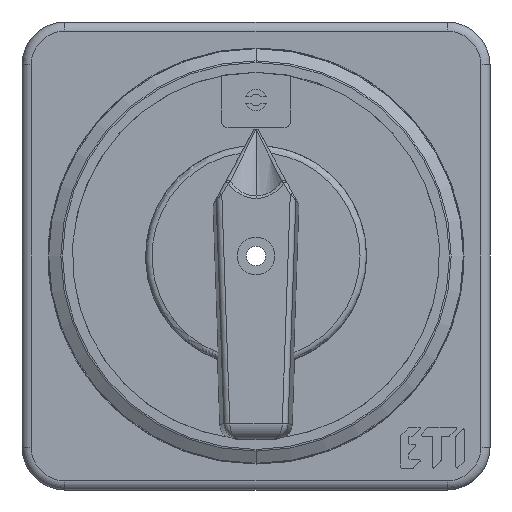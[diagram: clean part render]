
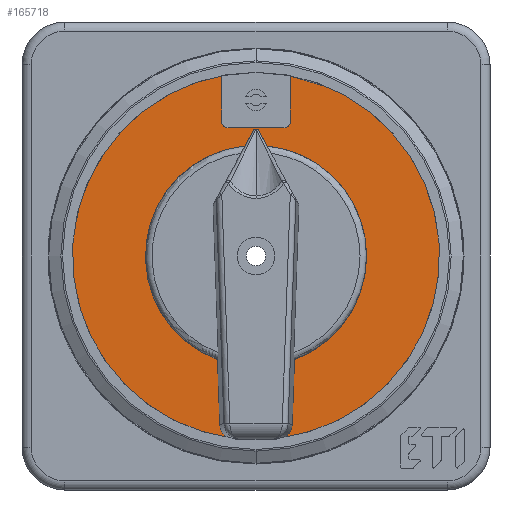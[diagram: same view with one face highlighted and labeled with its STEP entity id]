
A CAD part, front view. The second image highlights one B-rep face of the part: STEP entity #165718.
In plain terms, the highlighted planar face has unit normal (0, -1, 0).
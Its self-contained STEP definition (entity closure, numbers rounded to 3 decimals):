
#160881=CARTESIAN_POINT('',(0.,-14.75,0.));
#160882=DIRECTION('',(0.,1.,0.));
#160883=DIRECTION('',(-0.989,0.,-0.145));
#160884=AXIS2_PLACEMENT_3D('',#160881,#160882,#160883);
#160889=CARTESIAN_POINT('',(0.,-14.75,0.));
#160890=DIRECTION('',(0.,1.,0.));
#160891=DIRECTION('',(-0.989,0.,0.145));
#160892=AXIS2_PLACEMENT_3D('',#160889,#160890,#160891);
#160897=DIRECTION('',(0.,0.,-1.));
#160898=VECTOR('',#160897,6.998);
#160899=CARTESIAN_POINT('',(-5.3,-14.75,27.748));
#160900=LINE('',#160899,#160898);
#160904=CARTESIAN_POINT('',(-4.3,-14.75,20.75));
#160905=DIRECTION('',(0.,-1.,0.));
#160906=DIRECTION('',(-1.,0.,0.));
#160907=AXIS2_PLACEMENT_3D('',#160904,#160905,#160906);
#160912=DIRECTION('',(1.,0.,0.));
#160913=VECTOR('',#160912,8.6);
#160914=CARTESIAN_POINT('',(-4.3,-14.75,19.75));
#160915=LINE('',#160914,#160913);
#160919=CARTESIAN_POINT('',(4.3,-14.75,20.75));
#160920=DIRECTION('',(0.,-1.,0.));
#160921=DIRECTION('',(0.,0.,-1.));
#160922=AXIS2_PLACEMENT_3D('',#160919,#160920,#160921);
#160927=DIRECTION('',(0.,0.,1.));
#160928=VECTOR('',#160927,6.998);
#160929=CARTESIAN_POINT('',(5.3,-14.75,20.75));
#160930=LINE('',#160929,#160928);
#160934=CARTESIAN_POINT('',(0.,-14.75,0.));
#160935=DIRECTION('',(0.,1.,0.));
#160936=DIRECTION('',(0.188,0.,0.982));
#160937=AXIS2_PLACEMENT_3D('',#160934,#160935,#160936);
#160942=CARTESIAN_POINT('',(0.,-14.75,0.));
#160943=DIRECTION('',(0.,1.,0.));
#160944=DIRECTION('',(0.396,0.,0.918));
#160945=AXIS2_PLACEMENT_3D('',#160942,#160943,#160944);
#160950=CARTESIAN_POINT('',(0.,-14.75,0.));
#160951=DIRECTION('',(0.,1.,0.));
#160952=DIRECTION('',(0.62,0.,0.784));
#160953=AXIS2_PLACEMENT_3D('',#160950,#160951,#160952);
#160958=CARTESIAN_POINT('',(0.,-14.75,0.));
#160959=DIRECTION('',(0.,1.,0.));
#160960=DIRECTION('',(0.62,0.,-0.784));
#160961=AXIS2_PLACEMENT_3D('',#160958,#160959,#160960);
#160966=CARTESIAN_POINT('',(0.,-14.75,0.));
#160967=DIRECTION('',(0.,1.,0.));
#160968=DIRECTION('',(0.396,0.,-0.918));
#160969=AXIS2_PLACEMENT_3D('',#160966,#160967,#160968);
#160974=DIRECTION('',(0.035,0.,0.999));
#160975=VECTOR('',#160974,10.01);
#160976=CARTESIAN_POINT('',(5.577,-14.75,
-25.938));
#160977=LINE('',#160976,#160975);
#160981=CARTESIAN_POINT('',(0.,-14.75,0.));
#160982=DIRECTION('',(0.,-1.,0.));
#160983=DIRECTION('',(0.349,0.,-0.937));
#160984=AXIS2_PLACEMENT_3D('',#160981,#160982,#160983);
#160989=DIRECTION('',(-0.48,0.,0.877));
#160990=VECTOR('',#160989,2.691);
#160991=CARTESIAN_POINT('',(1.685,-14.75,16.916));
#160992=LINE('',#160991,#160990);
#160996=CARTESIAN_POINT('',(0.,-14.75,19.062));
#160997=DIRECTION('',(0.,-1.,0.));
#160998=DIRECTION('',(0.877,0.,0.48));
#160999=AXIS2_PLACEMENT_3D('',#160996,#160997,#160998);
#161004=CARTESIAN_POINT('',(0.,-14.75,19.062));
#161005=DIRECTION('',(0.,-1.,0.));
#161006=DIRECTION('',(0.,0.,1.));
#161007=AXIS2_PLACEMENT_3D('',#161004,#161005,#161006);
#161012=DIRECTION('',(-0.48,0.,-0.877));
#161013=VECTOR('',#161012,2.691);
#161014=CARTESIAN_POINT('',(-0.395,-14.75,19.278));
#161015=LINE('',#161014,#161013);
#161019=CARTESIAN_POINT('',(0.,-14.75,0.));
#161020=DIRECTION('',(0.,-1.,0.));
#161021=DIRECTION('',(-0.099,0.,0.995));
#161022=AXIS2_PLACEMENT_3D('',#161019,#161020,#161021);
#161027=DIRECTION('',(0.035,0.,
-0.999));
#161028=VECTOR('',#161027,10.01);
#161029=CARTESIAN_POINT('',(-5.926,-14.75,-15.934));
#161030=LINE('',#161029,#161028);
#161034=CARTESIAN_POINT('',(0.,-14.75,0.));
#161035=DIRECTION('',(0.,1.,0.));
#161036=DIRECTION('',(-0.16,0.,-0.987));
#161037=AXIS2_PLACEMENT_3D('',#161034,#161035,#161036);
#161373=CARTESIAN_POINT('',(-4.532,-14.75,-27.884));
#161374=CARTESIAN_POINT('',(-4.866,-14.75,-27.646));
#161375=CARTESIAN_POINT('',(-5.348,-14.75,-27.069));
#161376=CARTESIAN_POINT('',(-5.563,-14.75,-26.348));
#161377=CARTESIAN_POINT('',(-5.577,-14.75,-25.938));
#161583=CARTESIAN_POINT('',(5.577,-14.75,-25.938));
#161584=CARTESIAN_POINT('',(5.563,-14.75,-26.348));
#161585=CARTESIAN_POINT('',(5.348,-14.75,-27.069));
#161586=CARTESIAN_POINT('',(4.866,-14.75,-27.646));
#161587=CARTESIAN_POINT('',(4.532,-14.75,-27.884));
#165044=CARTESIAN_POINT('',(-27.951,-14.75,-4.1));
#165045=CARTESIAN_POINT('',(-27.951,-14.75,4.1));
#165046=VERTEX_POINT('',#165044);
#165047=VERTEX_POINT('',#165045);
#165048=CARTESIAN_POINT('',(-5.3,-14.75,27.748));
#165049=VERTEX_POINT('',#165048);
#165050=CARTESIAN_POINT('',(-5.3,-14.75,20.75));
#165051=VERTEX_POINT('',#165050);
#165052=CARTESIAN_POINT('',(-4.3,-14.75,19.75));
#165053=VERTEX_POINT('',#165052);
#165054=CARTESIAN_POINT('',(4.3,-14.75,19.75));
#165055=VERTEX_POINT('',#165054);
#165056=CARTESIAN_POINT('',(5.3,-14.75,20.75));
#165057=VERTEX_POINT('',#165056);
#165058=CARTESIAN_POINT('',(5.3,-14.75,27.748));
#165059=VERTEX_POINT('',#165058);
#165060=CARTESIAN_POINT('',(11.182,-14.75,25.943));
#165061=VERTEX_POINT('',#165060);
#165062=CARTESIAN_POINT('',(17.526,-14.75,22.156));
#165063=VERTEX_POINT('',#165062);
#165064=CARTESIAN_POINT('',(17.526,-14.75,-22.156));
#165065=VERTEX_POINT('',#165064);
#165066=CARTESIAN_POINT('',(11.182,-14.75,-25.943));
#165067=VERTEX_POINT('',#165066);
#165068=CARTESIAN_POINT('',(4.532,-14.75,-27.884));
#165069=VERTEX_POINT('',#165068);
#165070=VERTEX_POINT('',#161583);
#165071=CARTESIAN_POINT('',(5.926,-14.75,-15.934));
#165072=VERTEX_POINT('',#165071);
#165073=CARTESIAN_POINT('',(1.685,-14.75,16.916));
#165074=VERTEX_POINT('',#165073);
#165075=CARTESIAN_POINT('',(0.395,-14.75,19.278));
#165076=VERTEX_POINT('',#165075);
#165077=CARTESIAN_POINT('',(0.,-14.75,19.512));
#165078=VERTEX_POINT('',#165077);
#165079=CARTESIAN_POINT('',(-0.395,-14.75,19.278));
#165080=VERTEX_POINT('',#165079);
#165081=CARTESIAN_POINT('',(-1.685,-14.75,16.916));
#165082=VERTEX_POINT('',#165081);
#165083=CARTESIAN_POINT('',(-5.926,-14.75,-15.934));
#165084=VERTEX_POINT('',#165083);
#165085=CARTESIAN_POINT('',(-5.577,-14.75,
-25.938));
#165086=VERTEX_POINT('',#165085);
#165087=VERTEX_POINT('',#161373);
#165665=CARTESIAN_POINT('',(0.,-14.75,0.));
#165666=DIRECTION('',(0.,1.,0.));
#165667=DIRECTION('',(0.,0.,1.));
#165668=AXIS2_PLACEMENT_3D('',#165665,#165666,#165667);
#165669=PLANE('',#165668);
#165671=ORIENTED_EDGE('',*,*,#165670,.T.);
#165673=ORIENTED_EDGE('',*,*,#165672,.T.);
#165675=ORIENTED_EDGE('',*,*,#165674,.T.);
#165677=ORIENTED_EDGE('',*,*,#165676,.T.);
#165679=ORIENTED_EDGE('',*,*,#165678,.T.);
#165681=ORIENTED_EDGE('',*,*,#165680,.T.);
#165683=ORIENTED_EDGE('',*,*,#165682,.T.);
#165685=ORIENTED_EDGE('',*,*,#165684,.T.);
#165687=ORIENTED_EDGE('',*,*,#165686,.T.);
#165689=ORIENTED_EDGE('',*,*,#165688,.T.);
#165691=ORIENTED_EDGE('',*,*,#165690,.T.);
#165693=ORIENTED_EDGE('',*,*,#165692,.T.);
#165695=ORIENTED_EDGE('',*,*,#165694,.F.);
#165697=ORIENTED_EDGE('',*,*,#165696,.T.);
#165699=ORIENTED_EDGE('',*,*,#165698,.T.);
#165701=ORIENTED_EDGE('',*,*,#165700,.T.);
#165703=ORIENTED_EDGE('',*,*,#165702,.T.);
#165705=ORIENTED_EDGE('',*,*,#165704,.T.);
#165707=ORIENTED_EDGE('',*,*,#165706,.T.);
#165709=ORIENTED_EDGE('',*,*,#165708,.T.);
#165711=ORIENTED_EDGE('',*,*,#165710,.T.);
#165713=ORIENTED_EDGE('',*,*,#165712,.F.);
#165715=ORIENTED_EDGE('',*,*,#165714,.T.);
#165716=EDGE_LOOP('',(#165671,#165673,#165675,#165677,#165679,#165681,#165683,
#165685,#165687,#165689,#165691,#165693,#165695,#165697,#165699,#165701,#165703,
#165705,#165707,#165709,#165711,#165713,#165715));
#165717=FACE_OUTER_BOUND('',#165716,.F.);
#160885=CIRCLE('',#160884,28.25);
#160893=CIRCLE('',#160892,28.25);
#160908=CIRCLE('',#160907,1.);
#160923=CIRCLE('',#160922,1.);
#160938=CIRCLE('',#160937,28.25);
#160946=CIRCLE('',#160945,28.25);
#160954=CIRCLE('',#160953,28.25);
#160962=CIRCLE('',#160961,28.25);
#160970=CIRCLE('',#160969,28.25);
#160985=CIRCLE('',#160984,17.);
#161000=CIRCLE('',#160999,0.45);
#161008=CIRCLE('',#161007,0.45);
#161023=CIRCLE('',#161022,17.);
#161038=CIRCLE('',#161037,28.25);
#161378=B_SPLINE_CURVE_WITH_KNOTS('',3,(#161373,#161374,#161375,#161376,
#161377),.UNSPECIFIED.,.F.,.F.,(4,1,4),(0.,0.5,1.),.UNSPECIFIED.);
#161588=B_SPLINE_CURVE_WITH_KNOTS('',3,(#161583,#161584,#161585,#161586,
#161587),.UNSPECIFIED.,.F.,.F.,(4,1,4),(0.,0.5,1.),.UNSPECIFIED.);
#165670=EDGE_CURVE('',#165046,#165047,#160885,.T.);
#165672=EDGE_CURVE('',#165047,#165049,#160893,.T.);
#165674=EDGE_CURVE('',#165049,#165051,#160900,.T.);
#165676=EDGE_CURVE('',#165051,#165053,#160908,.T.);
#165678=EDGE_CURVE('',#165053,#165055,#160915,.T.);
#165680=EDGE_CURVE('',#165055,#165057,#160923,.T.);
#165682=EDGE_CURVE('',#165057,#165059,#160930,.T.);
#165684=EDGE_CURVE('',#165059,#165061,#160938,.T.);
#165686=EDGE_CURVE('',#165061,#165063,#160946,.T.);
#165688=EDGE_CURVE('',#165063,#165065,#160954,.T.);
#165690=EDGE_CURVE('',#165065,#165067,#160962,.T.);
#165692=EDGE_CURVE('',#165067,#165069,#160970,.T.);
#165694=EDGE_CURVE('',#165070,#165069,#161588,.T.);
#165696=EDGE_CURVE('',#165070,#165072,#160977,.T.);
#165698=EDGE_CURVE('',#165072,#165074,#160985,.T.);
#165700=EDGE_CURVE('',#165074,#165076,#160992,.T.);
#165702=EDGE_CURVE('',#165076,#165078,#161000,.T.);
#165704=EDGE_CURVE('',#165078,#165080,#161008,.T.);
#165706=EDGE_CURVE('',#165080,#165082,#161015,.T.);
#165708=EDGE_CURVE('',#165082,#165084,#161023,.T.);
#165710=EDGE_CURVE('',#165084,#165086,#161030,.T.);
#165712=EDGE_CURVE('',#165087,#165086,#161378,.T.);
#165714=EDGE_CURVE('',#165087,#165046,#161038,.T.);
#165718=ADVANCED_FACE('',(#165717),#165669,.F.);
